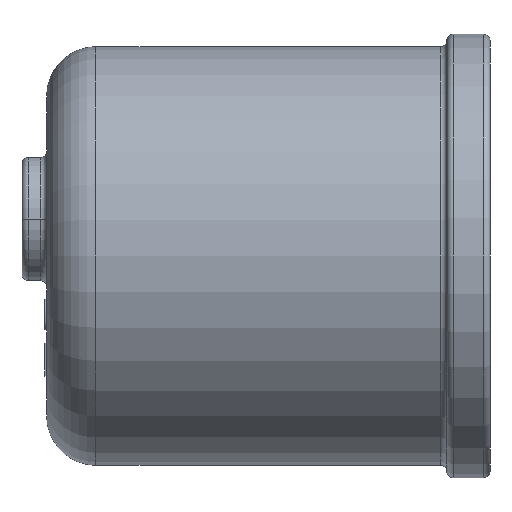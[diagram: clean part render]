
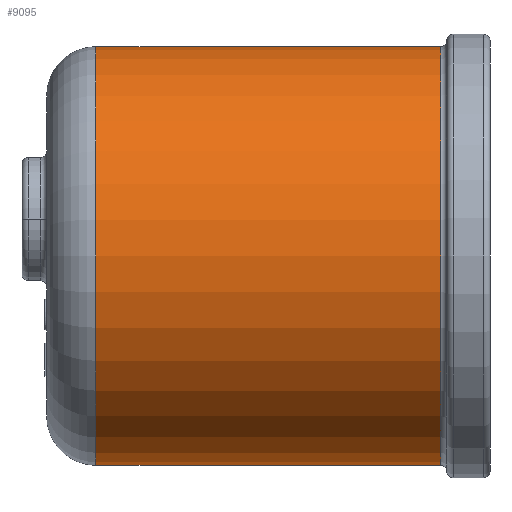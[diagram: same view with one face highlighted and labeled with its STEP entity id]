
A CAD part, left-side view. The second image highlights one B-rep face of the part: STEP entity #9095.
In plain terms, the highlighted cylindrical face has radius 34 mm (diameter 68 mm), a partial arc.
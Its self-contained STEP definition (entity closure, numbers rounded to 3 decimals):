
#2=DIRECTION('',(0.,1.,0.));
#3=VECTOR('',#2,56.);
#4=CARTESIAN_POINT('',(0.,8.,-34.));
#5=LINE('',#4,#3);
#6=DIRECTION('',(0.,1.,0.));
#7=VECTOR('',#6,56.);
#8=CARTESIAN_POINT('',(0.,8.,34.));
#9=LINE('',#8,#7);
#20=CARTESIAN_POINT('',(0.,8.,0.));
#21=DIRECTION('',(0.,1.,0.));
#22=DIRECTION('',(0.,0.,-1.));
#23=AXIS2_PLACEMENT_3D('',#20,#21,#22);
#2763=CARTESIAN_POINT('',(0.,64.,0.));
#2764=DIRECTION('',(0.,-1.,0.));
#2765=DIRECTION('',(0.,0.,1.));
#2766=AXIS2_PLACEMENT_3D('',#2763,#2764,#2765);
#6988=CARTESIAN_POINT('',(0.,8.,-34.));
#6989=CARTESIAN_POINT('',(0.,64.,-34.));
#6990=VERTEX_POINT('',#6988);
#6991=VERTEX_POINT('',#6989);
#6992=CARTESIAN_POINT('',(0.,8.,34.));
#6993=CARTESIAN_POINT('',(0.,64.,34.));
#6994=VERTEX_POINT('',#6992);
#6995=VERTEX_POINT('',#6993);
#9080=CARTESIAN_POINT('',(0.,-3.6,0.));
#9081=DIRECTION('',(0.,1.,0.));
#9082=DIRECTION('',(1.,0.,0.));
#9083=AXIS2_PLACEMENT_3D('',#9080,#9081,#9082);
#9084=CYLINDRICAL_SURFACE('',#9083,34.);
#9086=ORIENTED_EDGE('',*,*,#9085,.T.);
#9088=ORIENTED_EDGE('',*,*,#9087,.F.);
#9090=ORIENTED_EDGE('',*,*,#9089,.F.);
#9092=ORIENTED_EDGE('',*,*,#9091,.F.);
#9093=EDGE_LOOP('',(#9086,#9088,#9090,#9092));
#9094=FACE_OUTER_BOUND('',#9093,.F.);
#9095=ADVANCED_FACE('',(#9094),#9084,.T.);
#24=CIRCLE('',#23,34.);
#2767=CIRCLE('',#2766,34.);
#9085=EDGE_CURVE('',#6990,#6991,#5,.T.);
#9087=EDGE_CURVE('',#6995,#6991,#2767,.T.);
#9089=EDGE_CURVE('',#6994,#6995,#9,.T.);
#9091=EDGE_CURVE('',#6990,#6994,#24,.T.);
